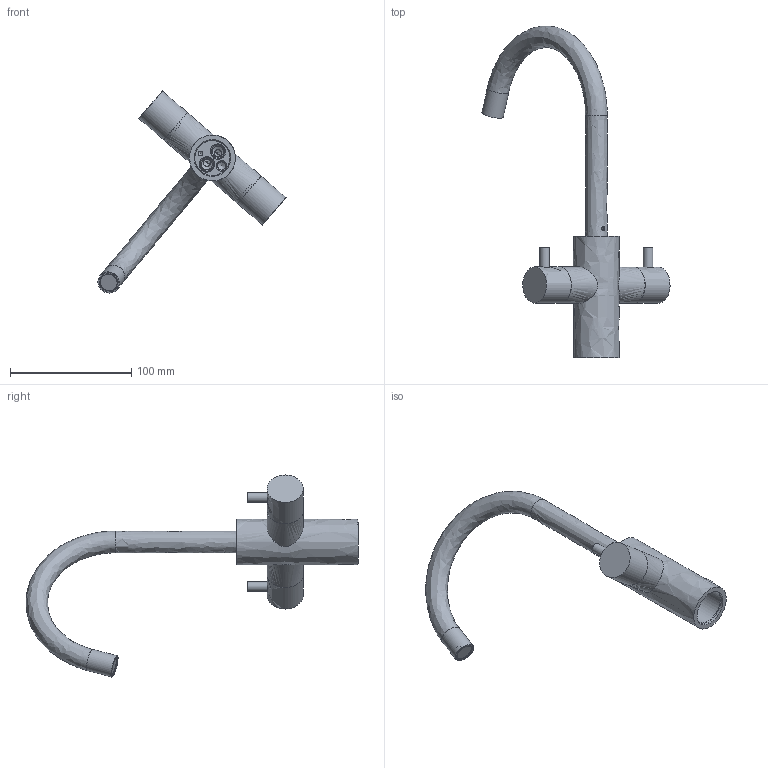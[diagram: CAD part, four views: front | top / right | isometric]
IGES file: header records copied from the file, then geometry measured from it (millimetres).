
Start section: C
Global section: file name: Laddy 044.igs; native system: By Siemens PLM Incorporated; preprocessor: XPlus GENERIC/IGES 17.0.49; author: Author; organization: Title; date: 20150520.120353; units: millimetre
Bounding box: 154.84 x 273.35 x 166.34 mm (x, y, z)
Volume: 131146.1 mm3; surface area: 76795.8 mm2
Topology: 9 solids, 9 shells, 209 faces, 488 edges, 323 vertices
Faces by surface type: bspline 209
